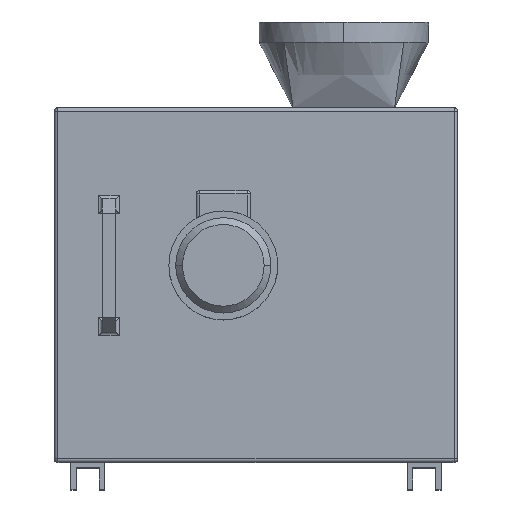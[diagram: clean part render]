
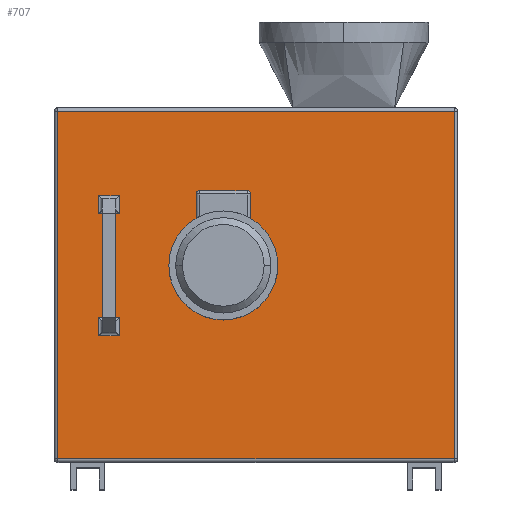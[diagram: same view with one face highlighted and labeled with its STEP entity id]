
A CAD part, top view. The second image highlights one B-rep face of the part: STEP entity #707.
In plain terms, the highlighted planar face has unit normal (0, 0, 1).
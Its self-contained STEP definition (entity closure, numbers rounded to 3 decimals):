
#66 = VECTOR ( 'NONE', #2777, 1000. ) ;
#134 = VECTOR ( 'NONE', #3415, 1000. ) ;
#141 = CARTESIAN_POINT ( 'NONE',  ( -291., 45., 315. ) ) ;
#187 = LINE ( 'NONE', #2783, #66 ) ;
#196 = LINE ( 'NONE', #1445, #3887 ) ;
#225 = VERTEX_POINT ( 'NONE', #2175 ) ;
#235 = ORIENTED_EDGE ( 'NONE', *, *, #4035, .T. ) ;
#239 = CARTESIAN_POINT ( 'NONE',  ( -201., 405.34, 315. ) ) ;
#301 = LINE ( 'NONE', #2897, #3285 ) ;
#429 = FACE_BOUND ( 'NONE', #3850, .T. ) ;
#527 = AXIS2_PLACEMENT_3D ( 'NONE', #2298, #2292, #2287 ) ;
#535 = EDGE_CURVE ( 'NONE', #1782, #4397, #4147, .T. ) ;
#582 = ORIENTED_EDGE ( 'NONE', *, *, #4134, .T. ) ;
#586 = AXIS2_PLACEMENT_3D ( 'NONE', #2434, #2430, #2418 ) ;
#600 = EDGE_CURVE ( 'NONE', #2518, #3553, #2027, .T. ) ;
#602 = CIRCLE ( 'NONE', #527, 65. ) ;
#665 = EDGE_CURVE ( 'NONE', #2960, #225, #4372, .T. ) ;
#695 = ORIENTED_EDGE ( 'NONE', *, *, #4185, .T. ) ;
#704 = VERTEX_POINT ( 'NONE', #2370 ) ;
#707 = ADVANCED_FACE ( 'NONE', ( #2543, #3516, #1404, #429 ), #2536, .T. ) ;
#762 = LINE ( 'NONE', #3193, #1634 ) ;
#849 = VERTEX_POINT ( 'NONE', #4327 ) ;
#891 = ORIENTED_EDGE ( 'NONE', *, *, #1799, .T. ) ;
#899 = EDGE_LOOP ( 'NONE', ( #1863, #3919, #235, #1325 ) ) ;
#908 = VERTEX_POINT ( 'NONE', #3985 ) ;
#933 = CARTESIAN_POINT ( 'NONE',  ( -231., 405.34, 315. ) ) ;
#989 = ORIENTED_EDGE ( 'NONE', *, *, #1872, .T. ) ;
#1107 = ORIENTED_EDGE ( 'NONE', *, *, #2088, .T. ) ;
#1233 = VECTOR ( 'NONE', #2153, 1000. ) ;
#1325 = ORIENTED_EDGE ( 'NONE', *, *, #535, .T. ) ;
#1371 = VERTEX_POINT ( 'NONE', #933 ) ;
#1404 = FACE_BOUND ( 'NONE', #3905, .T. ) ;
#1442 = ORIENTED_EDGE ( 'NONE', *, *, #665, .T. ) ;
#1445 = CARTESIAN_POINT ( 'NONE',  ( -231., 0., 315. ) ) ;
#1495 = DIRECTION ( 'NONE',  ( 0., 1., 0. ) ) ;
#1521 = VECTOR ( 'NONE', #2732, 1000. ) ;
#1559 = ORIENTED_EDGE ( 'NONE', *, *, #600, .T. ) ;
#1590 = EDGE_LOOP ( 'NONE', ( #1442, #582, #1559, #695 ) ) ;
#1634 = VECTOR ( 'NONE', #3169, 1000. ) ;
#1679 = EDGE_CURVE ( 'NONE', #3751, #908, #3787, .T. ) ;
#1736 = EDGE_CURVE ( 'NONE', #908, #3751, #602, .T. ) ;
#1757 = VECTOR ( 'NONE', #3090, 1000. ) ;
#1782 = VERTEX_POINT ( 'NONE', #2285 ) ;
#1799 = EDGE_CURVE ( 'NONE', #4292, #3373, #2250, .T. ) ;
#1863 = ORIENTED_EDGE ( 'NONE', *, *, #4073, .T. ) ;
#1872 = EDGE_CURVE ( 'NONE', #3373, #1371, #3936, .T. ) ;
#1880 = VECTOR ( 'NONE', #3326, 1000. ) ;
#1929 = CARTESIAN_POINT ( 'NONE',  ( 0., 405.34, 315. ) ) ;
#1932 = ORIENTED_EDGE ( 'NONE', *, *, #4219, .T. ) ;
#1939 = DIRECTION ( 'NONE',  ( -1., 0., 0. ) ) ;
#2014 = LINE ( 'NONE', #3333, #1880 ) ;
#2027 = LINE ( 'NONE', #3009, #1757 ) ;
#2088 = EDGE_CURVE ( 'NONE', #1371, #849, #196, .T. ) ;
#2153 = DIRECTION ( 'NONE',  ( 0., -1., 0. ) ) ;
#2175 = CARTESIAN_POINT ( 'NONE',  ( -291., 556., 315. ) ) ;
#2201 = AXIS2_PLACEMENT_3D ( 'NONE', #2455, #2289, #2276 ) ;
#2231 = CARTESIAN_POINT ( 'NONE',  ( -231., 252.66, 315. ) ) ;
#2250 = LINE ( 'NONE', #2257, #1233 ) ;
#2257 = CARTESIAN_POINT ( 'NONE',  ( -201., 414., 315. ) ) ;
#2276 = DIRECTION ( 'NONE',  ( 1., 0., 0. ) ) ;
#2285 = CARTESIAN_POINT ( 'NONE',  ( -231., 226.113, 315. ) ) ;
#2287 = DIRECTION ( 'NONE',  ( 1., 0., 0. ) ) ;
#2289 = DIRECTION ( 'NONE',  ( 0., 0., 1. ) ) ;
#2292 = DIRECTION ( 'NONE',  ( 0., 0., -1. ) ) ;
#2298 = CARTESIAN_POINT ( 'NONE',  ( -48., 329., 315. ) ) ;
#2370 = CARTESIAN_POINT ( 'NONE',  ( -201., 226.113, 315. ) ) ;
#2418 = DIRECTION ( 'NONE',  ( 1., 0., 0. ) ) ;
#2430 = DIRECTION ( 'NONE',  ( 0., 0., -1. ) ) ;
#2434 = CARTESIAN_POINT ( 'NONE',  ( -48., 329., 315. ) ) ;
#2455 = CARTESIAN_POINT ( 'NONE',  ( 0., 0., 315. ) ) ;
#2518 = VERTEX_POINT ( 'NONE', #141 ) ;
#2536 = PLANE ( 'NONE',  #2201 ) ;
#2543 = FACE_BOUND ( 'NONE', #899, .T. ) ;
#2573 = CARTESIAN_POINT ( 'NONE',  ( -201., 431.887, 315. ) ) ;
#2622 = CARTESIAN_POINT ( 'NONE',  ( -296., 556., 315. ) ) ;
#2732 = DIRECTION ( 'NONE',  ( -1., 0., 0. ) ) ;
#2777 = DIRECTION ( 'NONE',  ( 1., 0., 0. ) ) ;
#2783 = CARTESIAN_POINT ( 'NONE',  ( 0., 431.887, 315. ) ) ;
#2894 = DIRECTION ( 'NONE',  ( 0., 1., 0. ) ) ;
#2897 = CARTESIAN_POINT ( 'NONE',  ( 291., 561., 315. ) ) ;
#2960 = VERTEX_POINT ( 'NONE', #3500 ) ;
#3000 = LINE ( 'NONE', #3419, #134 ) ;
#3009 = CARTESIAN_POINT ( 'NONE',  ( 296., 45., 315. ) ) ;
#3040 = VERTEX_POINT ( 'NONE', #3087 ) ;
#3087 = CARTESIAN_POINT ( 'NONE',  ( -201., 252.66, 315. ) ) ;
#3090 = DIRECTION ( 'NONE',  ( 1., 0., 0. ) ) ;
#3117 = DIRECTION ( 'NONE',  ( 0., -1., 0. ) ) ;
#3157 = CARTESIAN_POINT ( 'NONE',  ( -291., 40., 315. ) ) ;
#3169 = DIRECTION ( 'NONE',  ( 0., -1., 0. ) ) ;
#3193 = CARTESIAN_POINT ( 'NONE',  ( -201., 229., 315. ) ) ;
#3285 = VECTOR ( 'NONE', #2894, 1000. ) ;
#3326 = DIRECTION ( 'NONE',  ( 1., 0., 0. ) ) ;
#3333 = CARTESIAN_POINT ( 'NONE',  ( 0., 252.66, 315. ) ) ;
#3357 = DIRECTION ( 'NONE',  ( 0., 1., 0. ) ) ;
#3362 = CARTESIAN_POINT ( 'NONE',  ( -231., 0., 315. ) ) ;
#3373 = VERTEX_POINT ( 'NONE', #239 ) ;
#3415 = DIRECTION ( 'NONE',  ( -1., 0., 0. ) ) ;
#3419 = CARTESIAN_POINT ( 'NONE',  ( 0., 226.113, 315. ) ) ;
#3500 = CARTESIAN_POINT ( 'NONE',  ( 291., 556., 315. ) ) ;
#3507 = VECTOR ( 'NONE', #3117, 1000. ) ;
#3516 = FACE_OUTER_BOUND ( 'NONE', #1590, .T. ) ;
#3553 = VERTEX_POINT ( 'NONE', #4349 ) ;
#3611 = LINE ( 'NONE', #3157, #3507 ) ;
#3653 = ORIENTED_EDGE ( 'NONE', *, *, #1679, .T. ) ;
#3751 = VERTEX_POINT ( 'NONE', #3969 ) ;
#3787 = CIRCLE ( 'NONE', #586, 65. ) ;
#3836 = VECTOR ( 'NONE', #1939, 1000. ) ;
#3850 = EDGE_LOOP ( 'NONE', ( #1932, #891, #989, #1107 ) ) ;
#3887 = VECTOR ( 'NONE', #1495, 1000. ) ;
#3905 = EDGE_LOOP ( 'NONE', ( #3653, #4564 ) ) ;
#3919 = ORIENTED_EDGE ( 'NONE', *, *, #4120, .T. ) ;
#3936 = LINE ( 'NONE', #1929, #3836 ) ;
#3969 = CARTESIAN_POINT ( 'NONE',  ( 17., 329., 315. ) ) ;
#3985 = CARTESIAN_POINT ( 'NONE',  ( -113., 329., 315. ) ) ;
#4035 = EDGE_CURVE ( 'NONE', #704, #1782, #3000, .T. ) ;
#4044 = VECTOR ( 'NONE', #3357, 1000. ) ;
#4073 = EDGE_CURVE ( 'NONE', #4397, #3040, #2014, .T. ) ;
#4120 = EDGE_CURVE ( 'NONE', #3040, #704, #762, .T. ) ;
#4134 = EDGE_CURVE ( 'NONE', #225, #2518, #3611, .T. ) ;
#4147 = LINE ( 'NONE', #3362, #4044 ) ;
#4185 = EDGE_CURVE ( 'NONE', #3553, #2960, #301, .T. ) ;
#4219 = EDGE_CURVE ( 'NONE', #849, #4292, #187, .T. ) ;
#4292 = VERTEX_POINT ( 'NONE', #2573 ) ;
#4327 = CARTESIAN_POINT ( 'NONE',  ( -231., 431.887, 315. ) ) ;
#4349 = CARTESIAN_POINT ( 'NONE',  ( 291., 45., 315. ) ) ;
#4372 = LINE ( 'NONE', #2622, #1521 ) ;
#4397 = VERTEX_POINT ( 'NONE', #2231 ) ;
#4564 = ORIENTED_EDGE ( 'NONE', *, *, #1736, .T. ) ;
